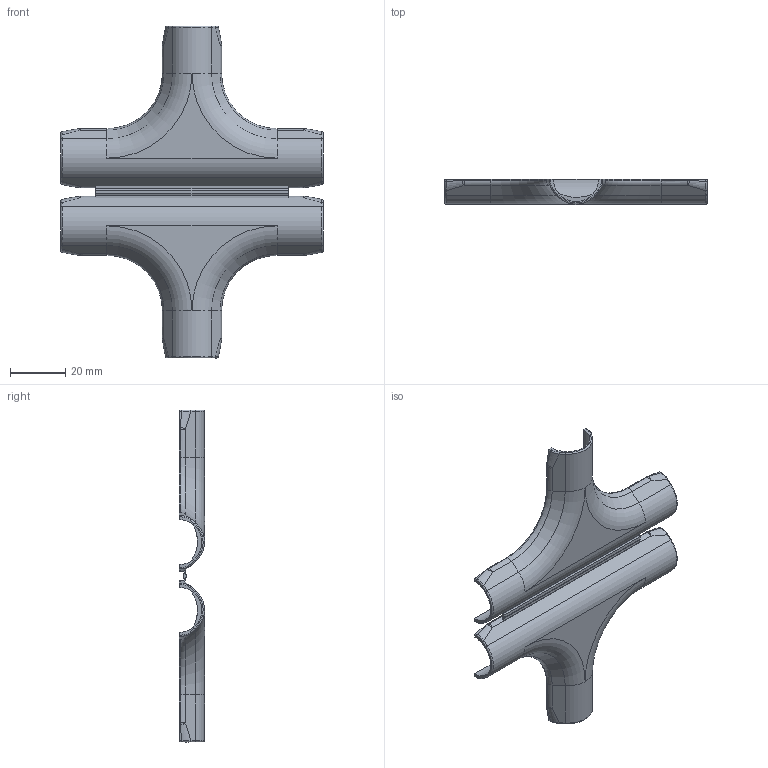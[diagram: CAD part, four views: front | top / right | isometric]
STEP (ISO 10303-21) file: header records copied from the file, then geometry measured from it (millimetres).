
FILE_DESCRIPTION (( 'STEP AP214' ), '1' );
FILE_NAME ('2153839.stp', '2024-09-04T09:05:43', ( '' ), ( '' ), 'SwSTEP 2.0', 'SolidWorks 2022', '' );
FILE_SCHEMA (( 'AUTOMOTIVE_DESIGN' ));
Length unit declared in the file: millimetre
Products named in the file (1): 2153839
Bounding box: 94.5 x 9.05 x 119.73 mm (x, y, z)
Volume: 9339.2 mm3; surface area: 16950.3 mm2
Topology: 1 solids, 1 shells, 208 faces, 548 edges, 332 vertices
Faces by surface type: plane 78, cylinder 66, bspline 42, torus 18, cone 4
Entity records: 7963 total; most frequent: CARTESIAN_POINT 3243, ORIENTED_EDGE 1072, DIRECTION 878, EDGE_CURVE 536, AXIS2_PLACEMENT_3D 337, VERTEX_POINT 332, EDGE_LOOP 210, FACE_OUTER_BOUND 208
